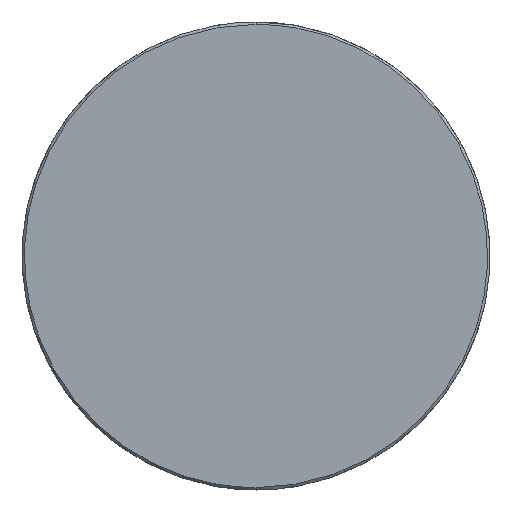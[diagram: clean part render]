
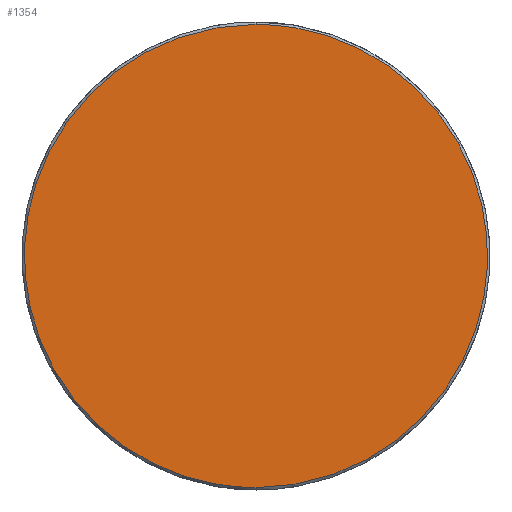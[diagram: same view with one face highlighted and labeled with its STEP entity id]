
A CAD part, front view. The second image highlights one B-rep face of the part: STEP entity #1354.
In plain terms, the highlighted free-form (B-spline) face has degree [1, 1] with [2, 2] control points.
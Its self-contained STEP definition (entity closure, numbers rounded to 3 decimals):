
#869 = EDGE_CURVE('',#870,#872,#874,.T.);
#870 = VERTEX_POINT('',#871);
#871 = CARTESIAN_POINT('',(0.,-22.689,
    -29.193));
#872 = VERTEX_POINT('',#873);
#873 = CARTESIAN_POINT('',(0.,-22.689,29.193));
#874 = ( BOUNDED_CURVE() B_SPLINE_CURVE(2,(#875,#876,#877,#878,#879),
.UNSPECIFIED.,.F.,.F.) B_SPLINE_CURVE_WITH_KNOTS((3,2,3),(3.142,
4.712,6.283),.PIECEWISE_BEZIER_KNOTS.) CURVE() 
GEOMETRIC_REPRESENTATION_ITEM() RATIONAL_B_SPLINE_CURVE((1.,
0.707,1.,0.707,1.)) REPRESENTATION_ITEM('') );
#875 = CARTESIAN_POINT('',(0.,-22.689,
    -29.193));
#876 = CARTESIAN_POINT('',(29.193,-22.689,
    -29.193));
#877 = CARTESIAN_POINT('',(29.193,-22.689,
    0.));
#878 = CARTESIAN_POINT('',(29.193,-22.689,29.193
    ));
#879 = CARTESIAN_POINT('',(0.,-22.689,
    29.193));
#1354 = ADVANCED_FACE('',(#1355),#1366,.F.);
#1355 = FACE_BOUND('',#1356,.T.);
#1356 = EDGE_LOOP('',(#1357,#1365));
#1357 = ORIENTED_EDGE('',*,*,#1358,.T.);
#1358 = EDGE_CURVE('',#872,#870,#1359,.T.);
#1359 = ( BOUNDED_CURVE() B_SPLINE_CURVE(2,(#1360,#1361,#1362,#1363,
#1364),.UNSPECIFIED.,.F.,.F.) B_SPLINE_CURVE_WITH_KNOTS((3,2,3),(0.,
1.571,3.142),.PIECEWISE_BEZIER_KNOTS.) CURVE() 
GEOMETRIC_REPRESENTATION_ITEM() RATIONAL_B_SPLINE_CURVE((1.,
0.707,1.,0.707,1.)) REPRESENTATION_ITEM('') );
#1360 = CARTESIAN_POINT('',(0.,-22.689,29.193));
#1361 = CARTESIAN_POINT('',(-29.193,-22.689,
    29.193));
#1362 = CARTESIAN_POINT('',(-29.193,-22.689,
    0.));
#1363 = CARTESIAN_POINT('',(-29.193,-22.689,
    -29.193));
#1364 = CARTESIAN_POINT('',(0.,-22.689,
    -29.193));
#1365 = ORIENTED_EDGE('',*,*,#869,.T.);
#1366 = B_SPLINE_SURFACE_WITH_KNOTS('',1,1,(
    (#1367,#1368)
    ,(#1369,#1370
    )),.UNSPECIFIED.,.F.,.F.,.F.,(2,2),(2,2),(-24.511,24.511),(-24.511,
    24.511),.PIECEWISE_BEZIER_KNOTS.);
#1367 = CARTESIAN_POINT('',(-29.193,-22.689,
    -29.193));
#1368 = CARTESIAN_POINT('',(29.193,-22.689,
    -29.193));
#1369 = CARTESIAN_POINT('',(-29.193,-22.689,
    29.193));
#1370 = CARTESIAN_POINT('',(29.193,-22.689,
    29.193));
